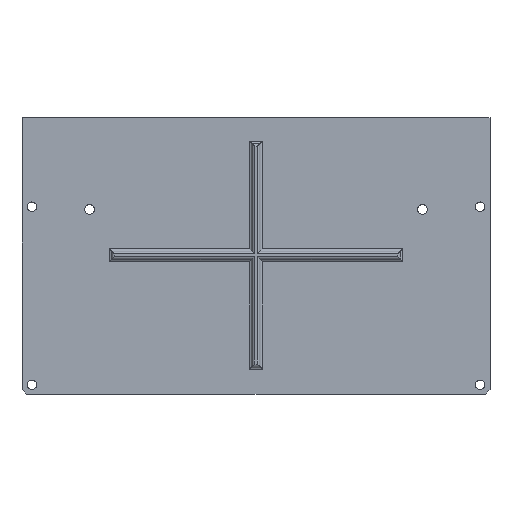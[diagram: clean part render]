
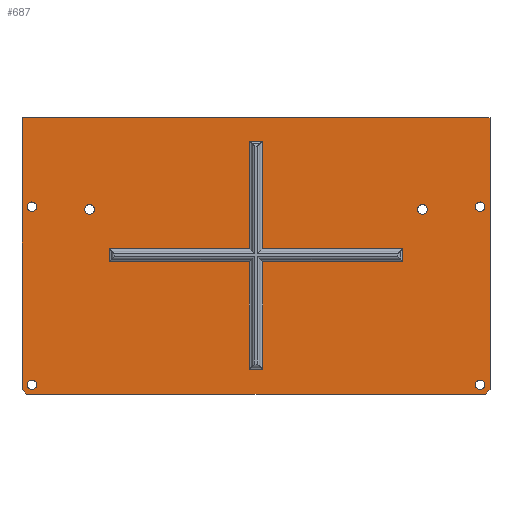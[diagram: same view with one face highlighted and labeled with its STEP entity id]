
A CAD part, top view. The second image highlights one B-rep face of the part: STEP entity #687.
In plain terms, the highlighted planar face has unit normal (0, 0, 1).
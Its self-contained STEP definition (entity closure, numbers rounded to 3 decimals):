
#15=FACE_BOUND('',#114,.T.);
#16=FACE_BOUND('',#115,.T.);
#17=FACE_BOUND('',#116,.T.);
#18=FACE_BOUND('',#117,.T.);
#19=FACE_BOUND('',#118,.T.);
#20=FACE_BOUND('',#119,.T.);
#21=FACE_BOUND('',#120,.T.);
#28=CIRCLE('',#765,1.8);
#29=CIRCLE('',#766,1.8);
#30=CIRCLE('',#767,1.8);
#31=CIRCLE('',#768,1.8);
#32=CIRCLE('',#769,1.8);
#33=CIRCLE('',#770,1.8);
#41=PLANE('',#764);
#74=FACE_OUTER_BOUND('',#113,.T.);
#113=EDGE_LOOP('',(#548,#549,#550,#551,#552,#553));
#114=EDGE_LOOP('',(#554));
#115=EDGE_LOOP('',(#555));
#116=EDGE_LOOP('',(#556));
#117=EDGE_LOOP('',(#557));
#118=EDGE_LOOP('',(#558));
#119=EDGE_LOOP('',(#559));
#120=EDGE_LOOP('',(#560,#561,#562,#563,#564,#565,#566,#567,#568,#569,#570,
#571));
#188=LINE('',#1079,#248);
#189=LINE('',#1086,#249);
#190=LINE('',#1091,#250);
#191=LINE('',#1095,#251);
#192=LINE('',#1099,#252);
#193=LINE('',#1103,#253);
#194=LINE('',#1106,#254);
#195=LINE('',#1110,#255);
#196=LINE('',#1114,#256);
#197=LINE('',#1118,#257);
#198=LINE('',#1121,#258);
#199=LINE('',#1123,#259);
#200=LINE('',#1127,#260);
#201=LINE('',#1129,#261);
#202=LINE('',#1131,#262);
#203=LINE('',#1133,#263);
#204=LINE('',#1135,#264);
#205=LINE('',#1136,#265);
#248=VECTOR('',#868,10.);
#249=VECTOR('',#877,10.);
#250=VECTOR('',#884,10.);
#251=VECTOR('',#889,10.);
#252=VECTOR('',#894,10.);
#253=VECTOR('',#899,10.);
#254=VECTOR('',#902,10.);
#255=VECTOR('',#907,10.);
#256=VECTOR('',#912,10.);
#257=VECTOR('',#917,10.);
#258=VECTOR('',#922,10.);
#259=VECTOR('',#925,10.);
#260=VECTOR('',#928,10.);
#261=VECTOR('',#929,10.);
#262=VECTOR('',#930,10.);
#263=VECTOR('',#931,10.);
#264=VECTOR('',#932,10.);
#265=VECTOR('',#933,10.);
#308=VERTEX_POINT('',#1077);
#309=VERTEX_POINT('',#1078);
#310=VERTEX_POINT('',#1083);
#311=VERTEX_POINT('',#1085);
#312=VERTEX_POINT('',#1089);
#313=VERTEX_POINT('',#1093);
#314=VERTEX_POINT('',#1097);
#315=VERTEX_POINT('',#1101);
#316=VERTEX_POINT('',#1105);
#317=VERTEX_POINT('',#1109);
#318=VERTEX_POINT('',#1113);
#319=VERTEX_POINT('',#1117);
#320=VERTEX_POINT('',#1125);
#321=VERTEX_POINT('',#1126);
#322=VERTEX_POINT('',#1128);
#323=VERTEX_POINT('',#1130);
#324=VERTEX_POINT('',#1132);
#325=VERTEX_POINT('',#1134);
#326=VERTEX_POINT('',#1137);
#327=VERTEX_POINT('',#1139);
#328=VERTEX_POINT('',#1141);
#329=VERTEX_POINT('',#1143);
#330=VERTEX_POINT('',#1145);
#331=VERTEX_POINT('',#1147);
#380=EDGE_CURVE('',#308,#309,#188,.T.);
#384=EDGE_CURVE('',#310,#311,#189,.T.);
#387=EDGE_CURVE('',#312,#310,#190,.T.);
#389=EDGE_CURVE('',#313,#312,#191,.T.);
#391=EDGE_CURVE('',#314,#313,#192,.T.);
#393=EDGE_CURVE('',#315,#314,#193,.T.);
#394=EDGE_CURVE('',#316,#315,#194,.T.);
#396=EDGE_CURVE('',#317,#316,#195,.T.);
#398=EDGE_CURVE('',#318,#317,#196,.T.);
#400=EDGE_CURVE('',#319,#318,#197,.T.);
#402=EDGE_CURVE('',#309,#319,#198,.T.);
#403=EDGE_CURVE('',#311,#308,#199,.T.);
#404=EDGE_CURVE('',#320,#321,#200,.T.);
#405=EDGE_CURVE('',#321,#322,#201,.T.);
#406=EDGE_CURVE('',#322,#323,#202,.T.);
#407=EDGE_CURVE('',#323,#324,#203,.T.);
#408=EDGE_CURVE('',#324,#325,#204,.T.);
#409=EDGE_CURVE('',#325,#320,#205,.T.);
#410=EDGE_CURVE('',#326,#326,#28,.T.);
#411=EDGE_CURVE('',#327,#327,#29,.T.);
#412=EDGE_CURVE('',#328,#328,#30,.T.);
#413=EDGE_CURVE('',#329,#329,#31,.T.);
#414=EDGE_CURVE('',#330,#330,#32,.T.);
#415=EDGE_CURVE('',#331,#331,#33,.T.);
#548=ORIENTED_EDGE('',*,*,#404,.T.);
#549=ORIENTED_EDGE('',*,*,#405,.T.);
#550=ORIENTED_EDGE('',*,*,#406,.T.);
#551=ORIENTED_EDGE('',*,*,#407,.T.);
#552=ORIENTED_EDGE('',*,*,#408,.T.);
#553=ORIENTED_EDGE('',*,*,#409,.T.);
#554=ORIENTED_EDGE('',*,*,#410,.T.);
#555=ORIENTED_EDGE('',*,*,#411,.T.);
#556=ORIENTED_EDGE('',*,*,#412,.T.);
#557=ORIENTED_EDGE('',*,*,#413,.T.);
#558=ORIENTED_EDGE('',*,*,#414,.T.);
#559=ORIENTED_EDGE('',*,*,#415,.T.);
#560=ORIENTED_EDGE('',*,*,#384,.F.);
#561=ORIENTED_EDGE('',*,*,#387,.F.);
#562=ORIENTED_EDGE('',*,*,#389,.F.);
#563=ORIENTED_EDGE('',*,*,#391,.F.);
#564=ORIENTED_EDGE('',*,*,#393,.F.);
#565=ORIENTED_EDGE('',*,*,#394,.F.);
#566=ORIENTED_EDGE('',*,*,#396,.F.);
#567=ORIENTED_EDGE('',*,*,#398,.F.);
#568=ORIENTED_EDGE('',*,*,#400,.F.);
#569=ORIENTED_EDGE('',*,*,#402,.F.);
#570=ORIENTED_EDGE('',*,*,#380,.F.);
#571=ORIENTED_EDGE('',*,*,#403,.F.);
#687=ADVANCED_FACE('',(#74,#15,#16,#17,#18,#19,#20,#21),#41,.T.);
#764=AXIS2_PLACEMENT_3D('',#1124,#926,#927);
#765=AXIS2_PLACEMENT_3D('',#1138,#934,#935);
#766=AXIS2_PLACEMENT_3D('',#1140,#936,#937);
#767=AXIS2_PLACEMENT_3D('',#1142,#938,#939);
#768=AXIS2_PLACEMENT_3D('',#1144,#940,#941);
#769=AXIS2_PLACEMENT_3D('',#1146,#942,#943);
#770=AXIS2_PLACEMENT_3D('',#1148,#944,#945);
#868=DIRECTION('',(0.,1.,0.));
#877=DIRECTION('',(0.,1.,0.));
#884=DIRECTION('',(1.,0.,0.));
#889=DIRECTION('',(0.,1.,0.));
#894=DIRECTION('',(1.,0.,0.));
#899=DIRECTION('',(0.,-1.,0.));
#902=DIRECTION('',(1.,0.,0.));
#907=DIRECTION('',(0.,-1.,0.));
#912=DIRECTION('',(-1.,0.,0.));
#917=DIRECTION('',(0.,-1.,0.));
#922=DIRECTION('',(-1.,0.,0.));
#925=DIRECTION('',(-1.,0.,0.));
#926=DIRECTION('center_axis',(0.,0.,1.));
#927=DIRECTION('ref_axis',(1.,0.,0.));
#928=DIRECTION('',(1.,0.,0.));
#929=DIRECTION('',(0.707,0.707,0.));
#930=DIRECTION('',(0.,1.,0.));
#931=DIRECTION('',(-1.,0.,0.));
#932=DIRECTION('',(0.,-1.,0.));
#933=DIRECTION('',(0.707,-0.707,0.));
#934=DIRECTION('center_axis',(0.,0.,-1.));
#935=DIRECTION('ref_axis',(1.,0.,0.));
#936=DIRECTION('center_axis',(0.,0.,-1.));
#937=DIRECTION('ref_axis',(1.,0.,0.));
#938=DIRECTION('center_axis',(0.,0.,-1.));
#939=DIRECTION('ref_axis',(1.,0.,0.));
#940=DIRECTION('center_axis',(0.,0.,-1.));
#941=DIRECTION('ref_axis',(1.,0.,0.));
#942=DIRECTION('center_axis',(0.,0.,-1.));
#943=DIRECTION('ref_axis',(-1.,0.,0.));
#944=DIRECTION('center_axis',(0.,0.,-1.));
#945=DIRECTION('ref_axis',(-1.,0.,0.));
#1077=CARTESIAN_POINT('',(2.5,17.953,126.8));
#1078=CARTESIAN_POINT('',(2.5,58.953,126.8));
#1079=CARTESIAN_POINT('',(2.5,16.066,126.8));
#1083=CARTESIAN_POINT('',(56.,12.953,126.8));
#1085=CARTESIAN_POINT('',(56.,17.953,126.8));
#1086=CARTESIAN_POINT('',(56.,14.566,126.8));
#1089=CARTESIAN_POINT('',(2.5,12.953,126.8));
#1091=CARTESIAN_POINT('',(0.75,12.953,126.8));
#1093=CARTESIAN_POINT('',(2.5,-28.047,126.8));
#1095=CARTESIAN_POINT('',(2.5,-5.934,126.8));
#1097=CARTESIAN_POINT('',(-2.5,-28.047,126.8));
#1099=CARTESIAN_POINT('',(-0.75,-28.047,126.8));
#1101=CARTESIAN_POINT('',(-2.5,12.953,126.8));
#1103=CARTESIAN_POINT('',(-2.5,14.566,126.8));
#1105=CARTESIAN_POINT('',(-56.,12.953,126.8));
#1106=CARTESIAN_POINT('',(-27.5,12.953,126.8));
#1109=CARTESIAN_POINT('',(-56.,17.953,126.8));
#1110=CARTESIAN_POINT('',(-56.,16.066,126.8));
#1113=CARTESIAN_POINT('',(-2.5,17.953,126.8));
#1114=CARTESIAN_POINT('',(-0.75,17.953,126.8));
#1117=CARTESIAN_POINT('',(-2.5,58.953,126.8));
#1118=CARTESIAN_POINT('',(-2.5,36.566,126.8));
#1121=CARTESIAN_POINT('',(0.75,58.953,126.8));
#1123=CARTESIAN_POINT('',(27.5,17.953,126.8));
#1124=CARTESIAN_POINT('Origin',(0.,15.18,126.8));
#1125=CARTESIAN_POINT('',(-87.417,-37.594,126.8));
#1126=CARTESIAN_POINT('',(87.417,-37.594,126.8));
#1127=CARTESIAN_POINT('',(-87.417,-37.594,126.8));
#1128=CARTESIAN_POINT('',(89.3,-35.711,126.8));
#1129=CARTESIAN_POINT('',(89.3,-35.711,126.8));
#1130=CARTESIAN_POINT('',(89.3,67.953,126.8));
#1131=CARTESIAN_POINT('',(89.3,171.917,126.8));
#1132=CARTESIAN_POINT('',(-89.3,67.953,126.8));
#1133=CARTESIAN_POINT('',(-89.5,67.953,126.8));
#1134=CARTESIAN_POINT('',(-89.3,-35.711,126.8));
#1135=CARTESIAN_POINT('',(-89.3,-35.711,126.8));
#1136=CARTESIAN_POINT('',(-87.417,-37.594,126.8));
#1137=CARTESIAN_POINT('',(-87.3,34.,126.8));
#1138=CARTESIAN_POINT('Origin',(-85.5,34.,126.8));
#1139=CARTESIAN_POINT('',(83.7,34.,126.8));
#1140=CARTESIAN_POINT('Origin',(85.5,34.,126.8));
#1141=CARTESIAN_POINT('',(83.7,-34.,126.8));
#1142=CARTESIAN_POINT('Origin',(85.5,-34.,126.8));
#1143=CARTESIAN_POINT('',(-87.3,-34.,126.8));
#1144=CARTESIAN_POINT('Origin',(-85.5,-34.,126.8));
#1145=CARTESIAN_POINT('',(-61.7,32.953,126.8));
#1146=CARTESIAN_POINT('Origin',(-63.5,32.953,126.8));
#1147=CARTESIAN_POINT('',(65.3,32.953,126.8));
#1148=CARTESIAN_POINT('Origin',(63.5,32.953,126.8));
